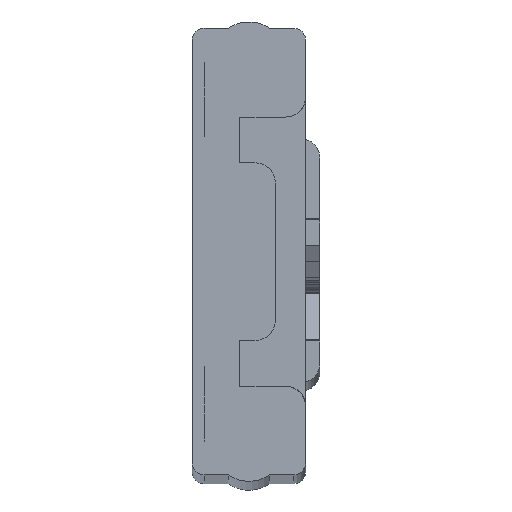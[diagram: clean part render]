
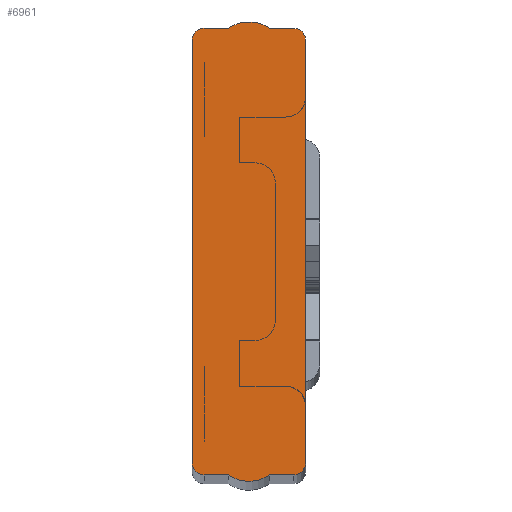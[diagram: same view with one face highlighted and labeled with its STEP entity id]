
A CAD part, top view. The second image highlights one B-rep face of the part: STEP entity #6961.
In plain terms, the highlighted face is planar.
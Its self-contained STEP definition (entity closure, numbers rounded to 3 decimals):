
#222 = VERTEX_POINT ( 'NONE', #4997 ) ;
#340 = DIRECTION ( 'NONE',  ( 0., 0., 1. ) ) ;
#565 = DIRECTION ( 'NONE',  ( -1., 0., 0. ) ) ;
#587 = DIRECTION ( 'NONE',  ( 1., 0., 0. ) ) ;
#629 = ORIENTED_EDGE ( 'NONE', *, *, #8120, .F. ) ;
#675 = VERTEX_POINT ( 'NONE', #3618 ) ;
#703 = VECTOR ( 'NONE', #3979, 1000. ) ;
#723 = VERTEX_POINT ( 'NONE', #8135 ) ;
#729 = LINE ( 'NONE', #5130, #986 ) ;
#736 = ORIENTED_EDGE ( 'NONE', *, *, #1855, .F. ) ;
#874 = DIRECTION ( 'NONE',  ( 1., 0., 0. ) ) ;
#877 = AXIS2_PLACEMENT_3D ( 'NONE', #5557, #340, #9214 ) ;
#986 = VECTOR ( 'NONE', #9548, 1000. ) ;
#1034 = CARTESIAN_POINT ( 'NONE',  ( 0., 20.8, -250. ) ) ;
#1088 = EDGE_CURVE ( 'NONE', #7342, #222, #3954, .T. ) ;
#1091 = EDGE_CURVE ( 'NONE', #5189, #9493, #4868, .T. ) ;
#1093 = ORIENTED_EDGE ( 'NONE', *, *, #1800, .F. ) ;
#1226 = VERTEX_POINT ( 'NONE', #8169 ) ;
#1247 = CARTESIAN_POINT ( 'NONE',  ( 5.6, -19.025, -250. ) ) ;
#1324 = CARTESIAN_POINT ( 'NONE',  ( 10., -22., -250. ) ) ;
#1407 = CARTESIAN_POINT ( 'NONE',  ( 3.573, -22., -250. ) ) ;
#1412 = ORIENTED_EDGE ( 'NONE', *, *, #1088, .F. ) ;
#1493 = VERTEX_POINT ( 'NONE', #8682 ) ;
#1531 = VERTEX_POINT ( 'NONE', #3678 ) ;
#1800 = EDGE_CURVE ( 'NONE', #675, #1531, #7673, .T. ) ;
#1855 = EDGE_CURVE ( 'NONE', #6615, #6103, #5707, .T. ) ;
#1930 = DIRECTION ( 'NONE',  ( 0., 0., 1. ) ) ;
#2037 = CARTESIAN_POINT ( 'NONE',  ( 3.573, 22., -250. ) ) ;
#2046 = LINE ( 'NONE', #1324, #3547 ) ;
#2208 = CARTESIAN_POINT ( 'NONE',  ( 1.2, 20.8, -250. ) ) ;
#2407 = DIRECTION ( 'NONE',  ( 0., 0., 1. ) ) ;
#2678 = AXIS2_PLACEMENT_3D ( 'NONE', #9455, #6547, #2811 ) ;
#2789 = EDGE_CURVE ( 'NONE', #1531, #1493, #5671, .T. ) ;
#2811 = DIRECTION ( 'NONE',  ( 1., 0., 0. ) ) ;
#2972 = CARTESIAN_POINT ( 'NONE',  ( 3.573, -22., -250. ) ) ;
#3194 = ORIENTED_EDGE ( 'NONE', *, *, #2789, .F. ) ;
#3395 = DIRECTION ( 'NONE',  ( 0., 0., 1. ) ) ;
#3470 = CARTESIAN_POINT ( 'NONE',  ( 10., 22., -250. ) ) ;
#3547 = VECTOR ( 'NONE', #587, 1000. ) ;
#3605 = EDGE_CURVE ( 'NONE', #9493, #6615, #7588, .T. ) ;
#3607 = CARTESIAN_POINT ( 'NONE',  ( 10., 22., -250. ) ) ;
#3618 = CARTESIAN_POINT ( 'NONE',  ( 0., 20.8, -250. ) ) ;
#3678 = CARTESIAN_POINT ( 'NONE',  ( 0., -20.8, -250. ) ) ;
#3815 = CARTESIAN_POINT ( 'NONE',  ( 1.2, 22., -250. ) ) ;
#3954 = CIRCLE ( 'NONE', #5186, 3.6 ) ;
#3979 = DIRECTION ( 'NONE',  ( 0., -1., 0. ) ) ;
#4057 = CIRCLE ( 'NONE', #9471, 1.2 ) ;
#4078 = CARTESIAN_POINT ( 'NONE',  ( 5.6, 19.025, -250. ) ) ;
#4177 = AXIS2_PLACEMENT_3D ( 'NONE', #8550, #7002, #9237 ) ;
#4763 = ORIENTED_EDGE ( 'NONE', *, *, #1091, .F. ) ;
#4797 = DIRECTION ( 'NONE',  ( 1., 0., 0. ) ) ;
#4868 = LINE ( 'NONE', #3470, #5802 ) ;
#4974 = DIRECTION ( 'NONE',  ( -1., 0., 0. ) ) ;
#4997 = CARTESIAN_POINT ( 'NONE',  ( 7.627, -22., -250. ) ) ;
#5130 = CARTESIAN_POINT ( 'NONE',  ( 11.2, 20.8, -250. ) ) ;
#5136 = EDGE_LOOP ( 'NONE', ( #7763, #4763, #629, #7386, #8032, #8166, #1412, #9389, #3194, #1093, #8865, #736 ) ) ;
#5146 = VECTOR ( 'NONE', #7949, 1000. ) ;
#5186 = AXIS2_PLACEMENT_3D ( 'NONE', #1247, #1930, #565 ) ;
#5189 = VERTEX_POINT ( 'NONE', #3607 ) ;
#5262 = EDGE_CURVE ( 'NONE', #6103, #675, #4057, .T. ) ;
#5557 = CARTESIAN_POINT ( 'NONE',  ( 1.2, -20.8, -250. ) ) ;
#5671 = CIRCLE ( 'NONE', #877, 1.2 ) ;
#5707 = LINE ( 'NONE', #2037, #8753 ) ;
#5802 = VECTOR ( 'NONE', #9381, 1000. ) ;
#5809 = LINE ( 'NONE', #1407, #5146 ) ;
#5964 = EDGE_CURVE ( 'NONE', #1493, #7342, #5809, .T. ) ;
#6103 = VERTEX_POINT ( 'NONE', #3815 ) ;
#6397 = CIRCLE ( 'NONE', #2678, 1.2 ) ;
#6547 = DIRECTION ( 'NONE',  ( 0., 0., 1. ) ) ;
#6615 = VERTEX_POINT ( 'NONE', #6898 ) ;
#6632 = DIRECTION ( 'NONE',  ( 0., 0., 1. ) ) ;
#6873 = EDGE_CURVE ( 'NONE', #222, #723, #2046, .T. ) ;
#6898 = CARTESIAN_POINT ( 'NONE',  ( 3.573, 22., -250. ) ) ;
#6961 = ADVANCED_FACE ( 'NONE', ( #8923 ), #8052, .F. ) ;
#7002 = DIRECTION ( 'NONE',  ( 0., 0., 1. ) ) ;
#7224 = VERTEX_POINT ( 'NONE', #8791 ) ;
#7273 = AXIS2_PLACEMENT_3D ( 'NONE', #7324, #6632, #874 ) ;
#7324 = CARTESIAN_POINT ( 'NONE',  ( 5.6, 19.025, -250. ) ) ;
#7342 = VERTEX_POINT ( 'NONE', #2972 ) ;
#7386 = ORIENTED_EDGE ( 'NONE', *, *, #8126, .F. ) ;
#7557 = EDGE_CURVE ( 'NONE', #723, #1226, #8368, .T. ) ;
#7588 = CIRCLE ( 'NONE', #8814, 3.6 ) ;
#7673 = LINE ( 'NONE', #1034, #703 ) ;
#7763 = ORIENTED_EDGE ( 'NONE', *, *, #3605, .F. ) ;
#7949 = DIRECTION ( 'NONE',  ( 1., 0., 0. ) ) ;
#8032 = ORIENTED_EDGE ( 'NONE', *, *, #7557, .F. ) ;
#8052 = PLANE ( 'NONE',  #7273 ) ;
#8120 = EDGE_CURVE ( 'NONE', #7224, #5189, #6397, .T. ) ;
#8126 = EDGE_CURVE ( 'NONE', #1226, #7224, #729, .T. ) ;
#8135 = CARTESIAN_POINT ( 'NONE',  ( 10., -22., -250. ) ) ;
#8166 = ORIENTED_EDGE ( 'NONE', *, *, #6873, .F. ) ;
#8169 = CARTESIAN_POINT ( 'NONE',  ( 11.2, -20.8, -250. ) ) ;
#8368 = CIRCLE ( 'NONE', #4177, 1.2 ) ;
#8550 = CARTESIAN_POINT ( 'NONE',  ( 10., -20.8, -250. ) ) ;
#8682 = CARTESIAN_POINT ( 'NONE',  ( 1.2, -22., -250. ) ) ;
#8753 = VECTOR ( 'NONE', #4974, 1000. ) ;
#8791 = CARTESIAN_POINT ( 'NONE',  ( 11.2, 20.8, -250. ) ) ;
#8814 = AXIS2_PLACEMENT_3D ( 'NONE', #4078, #3395, #4797 ) ;
#8865 = ORIENTED_EDGE ( 'NONE', *, *, #5262, .F. ) ;
#8923 = FACE_OUTER_BOUND ( 'NONE', #5136, .T. ) ;
#8945 = DIRECTION ( 'NONE',  ( 1., 0., 0. ) ) ;
#9073 = CARTESIAN_POINT ( 'NONE',  ( 7.627, 22., -250. ) ) ;
#9214 = DIRECTION ( 'NONE',  ( -1., 0., 0. ) ) ;
#9237 = DIRECTION ( 'NONE',  ( -1., 0., 0. ) ) ;
#9381 = DIRECTION ( 'NONE',  ( -1., 0., 0. ) ) ;
#9389 = ORIENTED_EDGE ( 'NONE', *, *, #5964, .F. ) ;
#9455 = CARTESIAN_POINT ( 'NONE',  ( 10., 20.8, -250. ) ) ;
#9471 = AXIS2_PLACEMENT_3D ( 'NONE', #2208, #2407, #8945 ) ;
#9493 = VERTEX_POINT ( 'NONE', #9073 ) ;
#9548 = DIRECTION ( 'NONE',  ( 0., 1., 0. ) ) ;
